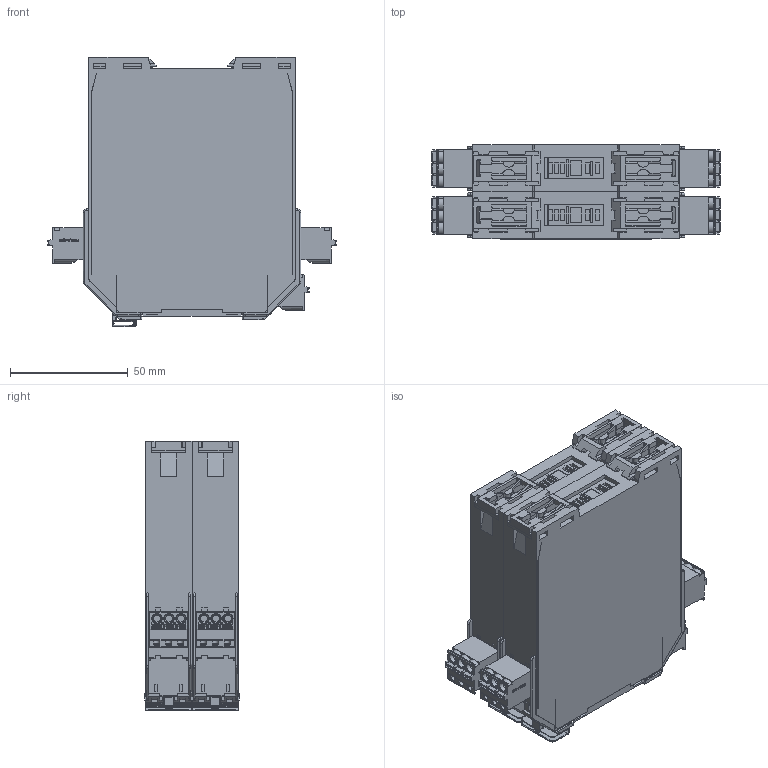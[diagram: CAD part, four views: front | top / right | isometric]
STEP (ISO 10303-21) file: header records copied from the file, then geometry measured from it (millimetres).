
FILE_DESCRIPTION((''),'2;1');
FILE_NAME('CAD-8168_20_KF_SCHRUMPF_ASM','2023-06-23T09:06:57',('creinig-se'),(''),'CREO PARAMETRIC BY PTC INC, 2022284','CREO PARAMETRIC BY PTC INC, 2022284','');
FILE_SCHEMA(('CONFIG_CONTROL_DESIGN','SHAPE_APPEARANCE_LAYERS_GROUPS'));
Products named in the file (3): CAD-8168A_20_KF_SW0001; CAD-8168_40_COVER; CAD-8168_20_KF_SCHRUMPF_ASM
Assembly tree (3 placements, depth 2):
  CAD-8168_20_KF_SCHRUMPF_ASM
    CAD-8168A_20_KF_SW0001  x2
    CAD-8168_40_COVER
Bounding box: 122.6 x 40 x 114.58 mm (x, y, z)
Volume: 372616.3 mm3; surface area: 88971.3 mm2
Topology: 3 solids, 3 shells, 6476 faces, 18400 edges, 11916 vertices
Faces by surface type: plane 5232, cylinder 848, cone 130, torus 112, bspline 108, sphere 46
Entity records: 128994 total; most frequent: CARTESIAN_POINT 23358, ORIENTED_EDGE 18490, DIRECTION 16200, EDGE_CURVE 9245, VECTOR 7864, LINE 7864, VERTEX_POINT 5998, AXIS2_PLACEMENT_3D 4168
